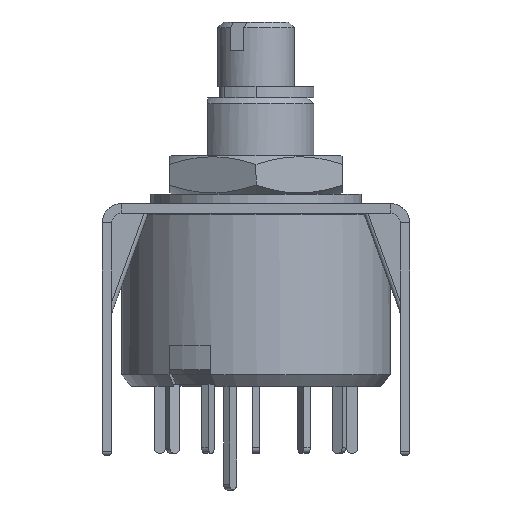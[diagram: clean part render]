
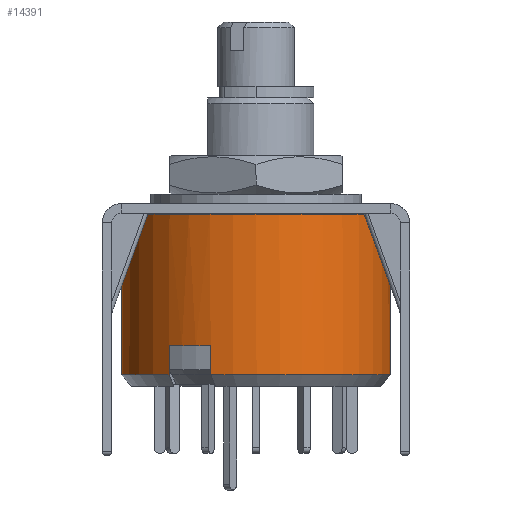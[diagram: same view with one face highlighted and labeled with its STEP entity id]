
A CAD part, front view. The second image highlights one B-rep face of the part: STEP entity #14391.
In plain terms, the highlighted cylindrical face has radius 7 mm (diameter 14 mm), a partial arc.
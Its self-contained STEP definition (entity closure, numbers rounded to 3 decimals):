
#49 = EDGE_CURVE ( 'NONE', #361, #6251, #11929, .T. ) ;
#58 = CARTESIAN_POINT ( 'NONE',  ( 7., 0., -7.4 ) ) ;
#232 = EDGE_CURVE ( 'NONE', #9198, #361, #15070, .T. ) ;
#286 = EDGE_CURVE ( 'NONE', #1635, #4920, #8957, .T. ) ;
#361 = VERTEX_POINT ( 'NONE', #11163 ) ;
#722 = VECTOR ( 'NONE', #11729, 1000. ) ;
#723 = EDGE_CURVE ( 'NONE', #15095, #1635, #17373, .T. ) ;
#858 = VERTEX_POINT ( 'NONE', #58 ) ;
#1492 = AXIS2_PLACEMENT_3D ( 'NONE', #5523, #14906, #4346 ) ;
#1564 = CARTESIAN_POINT ( 'NONE',  ( -7., 0., 9. ) ) ;
#1635 = VERTEX_POINT ( 'NONE', #13294 ) ;
#1645 = CARTESIAN_POINT ( 'NONE',  ( 0., 0., 9. ) ) ;
#1797 = AXIS2_PLACEMENT_3D ( 'NONE', #3896, #13331, #7973 ) ;
#1899 = AXIS2_PLACEMENT_3D ( 'NONE', #7557, #4631, #14135 ) ;
#2892 = VECTOR ( 'NONE', #5712, 1000. ) ;
#2976 = CIRCLE ( 'NONE', #1492, 7. ) ;
#2996 = DIRECTION ( 'NONE',  ( 0., 0., -1. ) ) ;
#3368 = ORIENTED_EDGE ( 'NONE', *, *, #10742, .T. ) ;
#3695 = CARTESIAN_POINT ( 'NONE',  ( -4.526, -5.34, -7.4 ) ) ;
#3896 = CARTESIAN_POINT ( 'NONE',  ( 0., 0., 0.95 ) ) ;
#4118 = ORIENTED_EDGE ( 'NONE', *, *, #286, .T. ) ;
#4346 = DIRECTION ( 'NONE',  ( 1., 0., 0. ) ) ;
#4420 = EDGE_CURVE ( 'NONE', #9198, #4920, #2976, .T. ) ;
#4631 = DIRECTION ( 'NONE',  ( 0., 0., 1. ) ) ;
#4844 = CARTESIAN_POINT ( 'NONE',  ( -7., 0., -7.4 ) ) ;
#4920 = VERTEX_POINT ( 'NONE', #4844 ) ;
#5523 = CARTESIAN_POINT ( 'NONE',  ( 0., 0., -7.4 ) ) ;
#5712 = DIRECTION ( 'NONE',  ( 0., 0., -1. ) ) ;
#5806 = CARTESIAN_POINT ( 'NONE',  ( 7., 0., 0.95 ) ) ;
#5817 = DIRECTION ( 'NONE',  ( 1., 0., 0. ) ) ;
#5986 = EDGE_CURVE ( 'NONE', #858, #6399, #6097, .T. ) ;
#6097 = CIRCLE ( 'NONE', #15327, 7. ) ;
#6251 = VERTEX_POINT ( 'NONE', #10217 ) ;
#6399 = VERTEX_POINT ( 'NONE', #13150 ) ;
#6457 = VECTOR ( 'NONE', #8153, 1000. ) ;
#7000 = FACE_OUTER_BOUND ( 'NONE', #17098, .T. ) ;
#7557 = CARTESIAN_POINT ( 'NONE',  ( 0., 0., -5.9 ) ) ;
#7666 = ORIENTED_EDGE ( 'NONE', *, *, #14738, .F. ) ;
#7973 = DIRECTION ( 'NONE',  ( -1., 0., 0. ) ) ;
#8153 = DIRECTION ( 'NONE',  ( 0., 0., 1. ) ) ;
#8260 = LINE ( 'NONE', #15687, #722 ) ;
#8521 = DIRECTION ( 'NONE',  ( 0., 0., -1. ) ) ;
#8607 = ORIENTED_EDGE ( 'NONE', *, *, #723, .T. ) ;
#8957 = LINE ( 'NONE', #1564, #2892 ) ;
#9198 = VERTEX_POINT ( 'NONE', #3695 ) ;
#10157 = ORIENTED_EDGE ( 'NONE', *, *, #49, .T. ) ;
#10172 = CYLINDRICAL_SURFACE ( 'NONE', #13175, 7. ) ;
#10217 = CARTESIAN_POINT ( 'NONE',  ( -2.361, -6.59, -5.9 ) ) ;
#10616 = ORIENTED_EDGE ( 'NONE', *, *, #4420, .F. ) ;
#10742 = EDGE_CURVE ( 'NONE', #6251, #6399, #15710, .T. ) ;
#11163 = CARTESIAN_POINT ( 'NONE',  ( -4.526, -5.34, -5.9 ) ) ;
#11729 = DIRECTION ( 'NONE',  ( 0., 0., -1. ) ) ;
#11929 = CIRCLE ( 'NONE', #1899, 7. ) ;
#12281 = CARTESIAN_POINT ( 'NONE',  ( 0., 0., -7.4 ) ) ;
#13150 = CARTESIAN_POINT ( 'NONE',  ( -2.361, -6.59, -7.4 ) ) ;
#13175 = AXIS2_PLACEMENT_3D ( 'NONE', #1645, #16242, #14948 ) ;
#13287 = ORIENTED_EDGE ( 'NONE', *, *, #232, .T. ) ;
#13294 = CARTESIAN_POINT ( 'NONE',  ( -7., 0., 0.95 ) ) ;
#13331 = DIRECTION ( 'NONE',  ( 0., 0., -1. ) ) ;
#14135 = DIRECTION ( 'NONE',  ( -1., 0., 0. ) ) ;
#14391 = ADVANCED_FACE ( 'NONE', ( #7000 ), #10172, .T. ) ;
#14738 = EDGE_CURVE ( 'NONE', #15095, #858, #8260, .T. ) ;
#14862 = VECTOR ( 'NONE', #8521, 1000. ) ;
#14906 = DIRECTION ( 'NONE',  ( 0., 0., -1. ) ) ;
#14948 = DIRECTION ( 'NONE',  ( -1., 0., 0. ) ) ;
#15061 = CARTESIAN_POINT ( 'NONE',  ( -2.361, -6.59, 9. ) ) ;
#15070 = LINE ( 'NONE', #16390, #6457 ) ;
#15095 = VERTEX_POINT ( 'NONE', #5806 ) ;
#15327 = AXIS2_PLACEMENT_3D ( 'NONE', #12281, #2996, #5817 ) ;
#15687 = CARTESIAN_POINT ( 'NONE',  ( 7., 0., 9. ) ) ;
#15710 = LINE ( 'NONE', #15061, #14862 ) ;
#16069 = ORIENTED_EDGE ( 'NONE', *, *, #5986, .F. ) ;
#16242 = DIRECTION ( 'NONE',  ( 0., 0., -1. ) ) ;
#16390 = CARTESIAN_POINT ( 'NONE',  ( -4.526, -5.34, 9. ) ) ;
#17098 = EDGE_LOOP ( 'NONE', ( #7666, #8607, #4118, #10616, #13287, #10157, #3368, #16069 ) ) ;
#17373 = CIRCLE ( 'NONE', #1797, 7. ) ;
